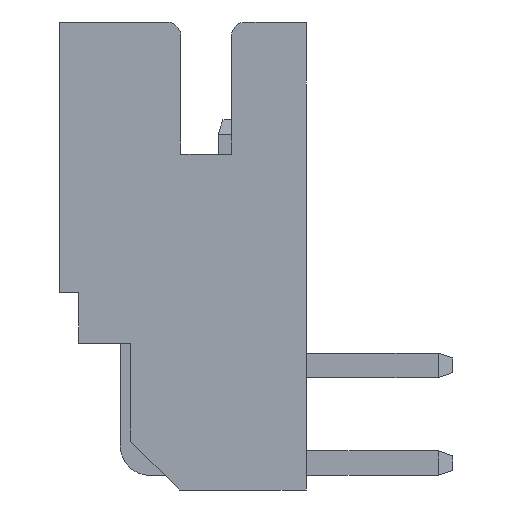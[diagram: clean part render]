
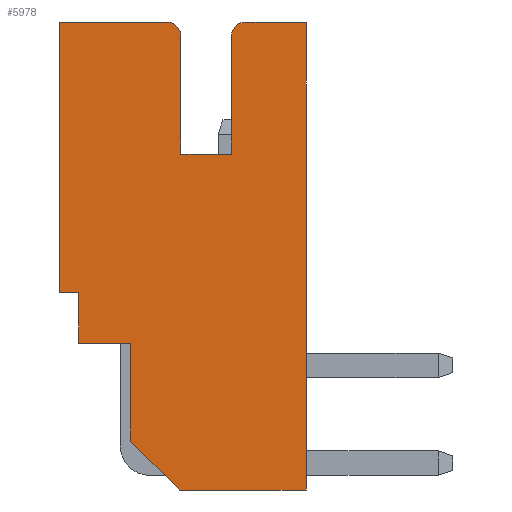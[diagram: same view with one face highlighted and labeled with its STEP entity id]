
A CAD part, left-side view. The second image highlights one B-rep face of the part: STEP entity #5978.
In plain terms, the highlighted planar face has unit normal (-1, 0, 0).
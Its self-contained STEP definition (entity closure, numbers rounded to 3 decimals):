
#22=DIRECTION('',(0.,-1.,0.));
#23=VECTOR('',#22,2.59);
#24=CARTESIAN_POINT('',(-6.95,0.065,0.));
#25=LINE('',#24,#23);
#184=DIRECTION('',(0.,0.,1.));
#185=VECTOR('',#184,9.57);
#186=CARTESIAN_POINT('',(-6.95,-2.525,0.));
#187=LINE('',#186,#185);
#622=DIRECTION('',(0.,-1.,0.));
#623=VECTOR('',#622,2.19);
#624=CARTESIAN_POINT('',(-6.95,2.525,9.57));
#625=LINE('',#624,#623);
#710=DIRECTION('',(0.,-1.,0.));
#711=VECTOR('',#710,1.23);
#712=CARTESIAN_POINT('',(-6.95,-1.295,9.57));
#713=LINE('',#712,#711);
#1038=CARTESIAN_POINT('',(-6.95,0.335,9.27));
#1039=DIRECTION('',(-1.,0.,0.));
#1040=DIRECTION('',(0.,-1.,0.));
#1041=AXIS2_PLACEMENT_3D('',#1038,#1039,#1040);
#1043=DIRECTION('',(0.,0.,-1.));
#1044=VECTOR('',#1043,2.4);
#1045=CARTESIAN_POINT('',(-6.95,0.035,9.27));
#1046=LINE('',#1045,#1044);
#1047=DIRECTION('',(0.,1.,0.));
#1048=VECTOR('',#1047,1.03);
#1049=CARTESIAN_POINT('',(-6.95,-0.995,6.87));
#1050=LINE('',#1049,#1048);
#1051=DIRECTION('',(0.,0.,-1.));
#1052=VECTOR('',#1051,2.4);
#1053=CARTESIAN_POINT('',(-6.95,-0.995,9.27));
#1054=LINE('',#1053,#1052);
#1055=CARTESIAN_POINT('',(-6.95,-1.295,9.27));
#1056=DIRECTION('',(-1.,0.,0.));
#1057=DIRECTION('',(0.,0.,1.));
#1058=AXIS2_PLACEMENT_3D('',#1055,#1056,#1057);
#1060=DIRECTION('',(0.,-0.707,-0.707));
#1061=VECTOR('',#1060,1.414);
#1062=CARTESIAN_POINT('',(-6.95,1.065,1.));
#1063=LINE('',#1062,#1061);
#1064=DIRECTION('',(0.,0.,1.));
#1065=VECTOR('',#1064,2.);
#1066=CARTESIAN_POINT('',(-6.95,1.065,1.));
#1067=LINE('',#1066,#1065);
#1068=DIRECTION('',(0.,-1.,0.));
#1069=VECTOR('',#1068,1.06);
#1070=CARTESIAN_POINT('',(-6.95,2.125,3.));
#1071=LINE('',#1070,#1069);
#1072=DIRECTION('',(0.,0.,-1.));
#1073=VECTOR('',#1072,1.04);
#1074=CARTESIAN_POINT('',(-6.95,2.125,4.04));
#1075=LINE('',#1074,#1073);
#1076=DIRECTION('',(0.,-1.,0.));
#1077=VECTOR('',#1076,0.4);
#1078=CARTESIAN_POINT('',(-6.95,2.525,4.04));
#1079=LINE('',#1078,#1077);
#1080=DIRECTION('',(0.,0.,1.));
#1081=VECTOR('',#1080,5.53);
#1082=CARTESIAN_POINT('',(-6.95,2.525,4.04));
#1083=LINE('',#1082,#1081);
#3802=CARTESIAN_POINT('',(-6.95,-2.525,0.));
#3803=CARTESIAN_POINT('',(-6.95,-2.525,9.57));
#3804=VERTEX_POINT('',#3802);
#3805=VERTEX_POINT('',#3803);
#3818=CARTESIAN_POINT('',(-6.95,1.065,3.));
#3819=VERTEX_POINT('',#3818);
#3820=CARTESIAN_POINT('',(-6.95,2.525,4.04));
#3821=CARTESIAN_POINT('',(-6.95,2.125,4.04));
#3822=VERTEX_POINT('',#3820);
#3823=VERTEX_POINT('',#3821);
#3824=CARTESIAN_POINT('',(-6.95,2.125,3.));
#3825=VERTEX_POINT('',#3824);
#3830=CARTESIAN_POINT('',(-6.95,2.525,9.57));
#3831=VERTEX_POINT('',#3830);
#3850=CARTESIAN_POINT('',(-6.95,-0.995,6.87));
#3851=CARTESIAN_POINT('',(-6.95,0.035,6.87));
#3852=VERTEX_POINT('',#3850);
#3853=VERTEX_POINT('',#3851);
#3974=CARTESIAN_POINT('',(-6.95,1.065,1.));
#3975=VERTEX_POINT('',#3974);
#3976=CARTESIAN_POINT('',(-6.95,0.065,0.));
#3977=VERTEX_POINT('',#3976);
#4450=CARTESIAN_POINT('',(-6.95,0.035,9.27));
#4451=VERTEX_POINT('',#4450);
#4452=CARTESIAN_POINT('',(-6.95,0.335,9.57));
#4453=VERTEX_POINT('',#4452);
#4470=CARTESIAN_POINT('',(-6.95,-1.295,9.57));
#4471=CARTESIAN_POINT('',(-6.95,-0.995,9.27));
#4472=VERTEX_POINT('',#4470);
#4473=VERTEX_POINT('',#4471);
#5950=CARTESIAN_POINT('',(-6.95,2.525,0.));
#5951=DIRECTION('',(-1.,0.,0.));
#5952=DIRECTION('',(0.,-1.,0.));
#5953=AXIS2_PLACEMENT_3D('',#5950,#5951,#5952);
#5954=PLANE('',#5953);
#5955=ORIENTED_EDGE('',*,*,#5628,.F.);
#5957=ORIENTED_EDGE('',*,*,#5956,.T.);
#5958=ORIENTED_EDGE('',*,*,#5927,.F.);
#5960=ORIENTED_EDGE('',*,*,#5959,.F.);
#5962=ORIENTED_EDGE('',*,*,#5961,.F.);
#5963=ORIENTED_EDGE('',*,*,#5614,.T.);
#5964=ORIENTED_EDGE('',*,*,#5137,.F.);
#5965=ORIENTED_EDGE('',*,*,#5001,.F.);
#5967=ORIENTED_EDGE('',*,*,#5966,.F.);
#5969=ORIENTED_EDGE('',*,*,#5968,.T.);
#5971=ORIENTED_EDGE('',*,*,#5970,.F.);
#5972=ORIENTED_EDGE('',*,*,#5223,.F.);
#5973=ORIENTED_EDGE('',*,*,#5313,.F.);
#5974=ORIENTED_EDGE('',*,*,#5372,.T.);
#5975=ORIENTED_EDGE('',*,*,#5555,.T.);
#5976=EDGE_LOOP('',(#5955,#5957,#5958,#5960,#5962,#5963,#5964,#5965,#5967,#5969,
#5971,#5972,#5973,#5974,#5975));
#5977=FACE_OUTER_BOUND('',#5976,.F.);
#1042=CIRCLE('',#1041,0.3);
#1059=CIRCLE('',#1058,0.3);
#5001=EDGE_CURVE('',#3977,#3804,#25,.T.);
#5137=EDGE_CURVE('',#3804,#3805,#187,.T.);
#5223=EDGE_CURVE('',#3823,#3825,#1075,.T.);
#5313=EDGE_CURVE('',#3822,#3823,#1079,.T.);
#5372=EDGE_CURVE('',#3822,#3831,#1083,.T.);
#5555=EDGE_CURVE('',#3831,#4453,#625,.T.);
#5614=EDGE_CURVE('',#4472,#3805,#713,.T.);
#5628=EDGE_CURVE('',#4451,#4453,#1042,.T.);
#5927=EDGE_CURVE('',#3852,#3853,#1050,.T.);
#5956=EDGE_CURVE('',#4451,#3853,#1046,.T.);
#5959=EDGE_CURVE('',#4473,#3852,#1054,.T.);
#5961=EDGE_CURVE('',#4472,#4473,#1059,.T.);
#5966=EDGE_CURVE('',#3975,#3977,#1063,.T.);
#5968=EDGE_CURVE('',#3975,#3819,#1067,.T.);
#5970=EDGE_CURVE('',#3825,#3819,#1071,.T.);
#5978=ADVANCED_FACE('',(#5977),#5954,.T.);
